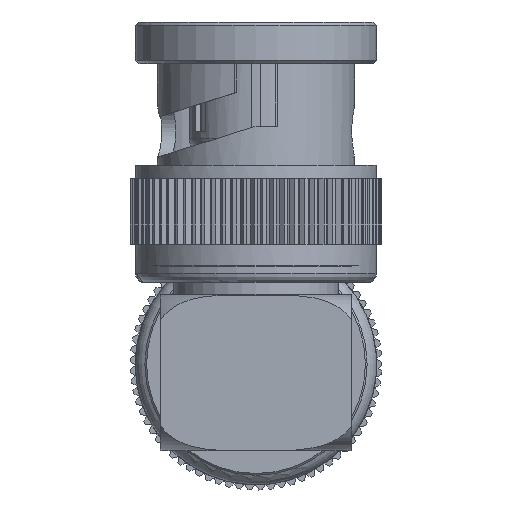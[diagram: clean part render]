
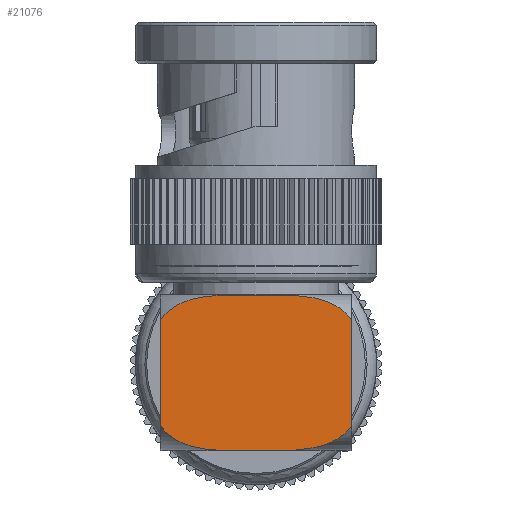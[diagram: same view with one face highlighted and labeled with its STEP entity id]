
A CAD part, front view. The second image highlights one B-rep face of the part: STEP entity #21076.
In plain terms, the highlighted planar face has unit normal (0, -1, 0).
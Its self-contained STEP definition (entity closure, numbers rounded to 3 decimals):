
#295=B_SPLINE_CURVE_WITH_KNOTS('',3,(#31269,#31270,#31271,#31272,#31273,
#31274,#31275,#31276,#31277,#31278,#31279),.UNSPECIFIED.,.F.,.F.,(4,1,1,
1,1,1,1,1,4),(0.022,0.024,0.025,
0.027,0.028,0.03,0.031,
0.033,0.034),.UNSPECIFIED.);
#296=B_SPLINE_CURVE_WITH_KNOTS('',3,(#31283,#31284,#31285,#31286,#31287,
#31288,#31289,#31290,#31291,#31292,#31293),.UNSPECIFIED.,.F.,.F.,(4,1,1,
1,1,1,1,1,4),(0.022,0.024,0.025,
0.027,0.028,0.03,0.031,
0.033,0.034),.UNSPECIFIED.);
#1076=LINE('',#31266,#2121);
#1077=LINE('',#31281,#2122);
#2121=VECTOR('',#25140,1000.);
#2122=VECTOR('',#25141,1000.);
#4932=ORIENTED_EDGE('',*,*,#8168,.T.);
#4933=ORIENTED_EDGE('',*,*,#8169,.T.);
#4934=ORIENTED_EDGE('',*,*,#8170,.F.);
#4935=ORIENTED_EDGE('',*,*,#8171,.F.);
#8168=EDGE_CURVE('',#9864,#9865,#1076,.T.);
#8169=EDGE_CURVE('',#9865,#9866,#295,.T.);
#8170=EDGE_CURVE('',#9867,#9866,#1077,.T.);
#8171=EDGE_CURVE('',#9864,#9867,#296,.T.);
#9864=VERTEX_POINT('',#31267);
#9865=VERTEX_POINT('',#31268);
#9866=VERTEX_POINT('',#31280);
#9867=VERTEX_POINT('',#31282);
#11577=EDGE_LOOP('',(#4932,#4933,#4934,#4935));
#12628=FACE_BOUND('',#11577,.T.);
#13522=PLANE('',#22331);
#21076=ADVANCED_FACE('',(#12628),#13522,.F.);
#22331=AXIS2_PLACEMENT_3D('',#31265,#25138,#25139);
#25138=DIRECTION('',(0.,1.,0.));
#25139=DIRECTION('',(1.,0.,0.));
#25140=DIRECTION('',(0.,0.,-1.));
#25141=DIRECTION('',(0.,0.,-1.));
#31265=CARTESIAN_POINT('',(-5.525,-146.75,4.));
#31266=CARTESIAN_POINT('',(-5.525,-146.75,4.));
#31267=CARTESIAN_POINT('',(-5.525,-146.75,2.5));
#31268=CARTESIAN_POINT('',(-5.525,-146.75,-3.5));
#31269=CARTESIAN_POINT('',(-5.525,-146.75,-3.5));
#31270=CARTESIAN_POINT('',(-5.261,-146.75,-3.924));
#31271=CARTESIAN_POINT('',(-4.444,-146.75,-4.561));
#31272=CARTESIAN_POINT('',(-2.984,-146.75,-4.93));
#31273=CARTESIAN_POINT('',(-1.513,-146.75,-5.004));
#31274=CARTESIAN_POINT('',(-0.045,-146.75,-4.998));
#31275=CARTESIAN_POINT('',(1.465,-146.75,-5.005));
#31276=CARTESIAN_POINT('',(2.967,-146.75,-4.934));
#31277=CARTESIAN_POINT('',(4.438,-146.75,-4.564));
#31278=CARTESIAN_POINT('',(5.258,-146.75,-3.928));
#31279=CARTESIAN_POINT('',(5.525,-146.75,-3.5));
#31280=CARTESIAN_POINT('',(5.525,-146.75,-3.5));
#31281=CARTESIAN_POINT('',(5.525,-146.75,4.));
#31282=CARTESIAN_POINT('',(5.525,-146.75,2.5));
#31283=CARTESIAN_POINT('',(-5.525,-146.75,2.5));
#31284=CARTESIAN_POINT('',(-5.261,-146.75,2.924));
#31285=CARTESIAN_POINT('',(-4.444,-146.75,3.561));
#31286=CARTESIAN_POINT('',(-2.984,-146.75,3.93));
#31287=CARTESIAN_POINT('',(-1.513,-146.75,4.004));
#31288=CARTESIAN_POINT('',(-0.045,-146.75,3.998));
#31289=CARTESIAN_POINT('',(1.465,-146.75,4.005));
#31290=CARTESIAN_POINT('',(2.967,-146.75,3.934));
#31291=CARTESIAN_POINT('',(4.438,-146.75,3.564));
#31292=CARTESIAN_POINT('',(5.258,-146.75,2.928));
#31293=CARTESIAN_POINT('',(5.525,-146.75,2.5));
